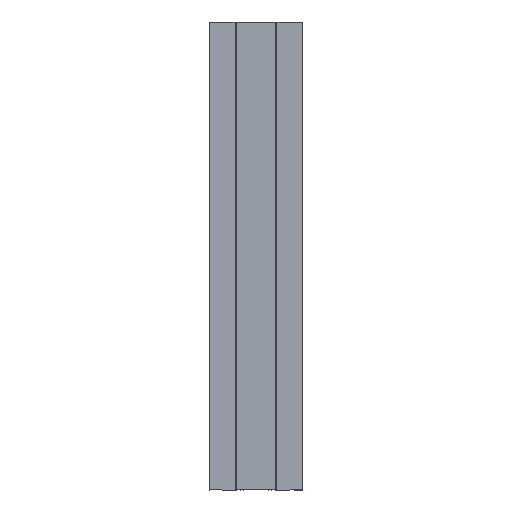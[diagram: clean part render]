
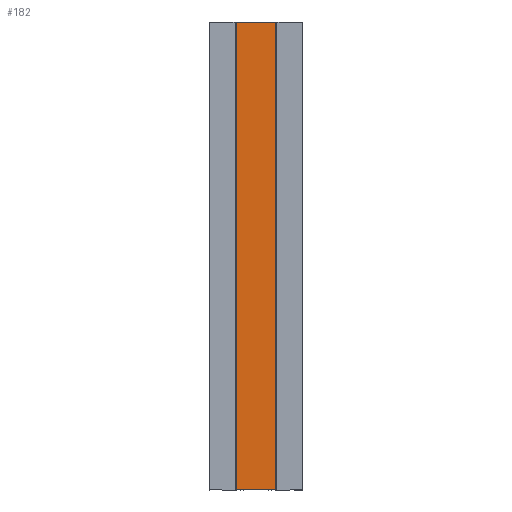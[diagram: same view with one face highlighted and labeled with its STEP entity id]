
A CAD part, front view. The second image highlights one B-rep face of the part: STEP entity #182.
In plain terms, the highlighted planar face has unit normal (0, -1, 0).
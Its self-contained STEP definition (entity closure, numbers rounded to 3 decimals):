
#1 = FACE_OUTER_BOUND ( 'NONE', #1086, .T. ) ;
#33 = VERTEX_POINT ( 'NONE', #321 ) ;
#61 = EDGE_CURVE ( 'NONE', #298, #33, #101, .T. ) ;
#88 = CARTESIAN_POINT ( 'NONE',  ( 0., -19.05, 190.5 ) ) ;
#101 = LINE ( 'NONE', #1094, #405 ) ;
#133 = AXIS2_PLACEMENT_3D ( 'NONE', #165, #426, #169 ) ;
#165 = CARTESIAN_POINT ( 'NONE',  ( 8.026, -19.05, 190.5 ) ) ;
#169 = DIRECTION ( 'NONE',  ( 0., 0., -1. ) ) ;
#182 = ADVANCED_FACE ( 'NONE', ( #1 ), #1017, .F. ) ;
#204 = ORIENTED_EDGE ( 'NONE', *, *, #248, .T. ) ;
#248 = EDGE_CURVE ( 'NONE', #298, #969, #827, .T. ) ;
#298 = VERTEX_POINT ( 'NONE', #440 ) ;
#311 = ORIENTED_EDGE ( 'NONE', *, *, #1053, .T. ) ;
#321 = CARTESIAN_POINT ( 'NONE',  ( 8.026, -19.05, 0. ) ) ;
#405 = VECTOR ( 'NONE', #1001, 1000. ) ;
#422 = CARTESIAN_POINT ( 'NONE',  ( -8.026, -19.05, 0. ) ) ;
#426 = DIRECTION ( 'NONE',  ( 0., 1., 0. ) ) ;
#440 = CARTESIAN_POINT ( 'NONE',  ( 8.026, -19.05, 190.5 ) ) ;
#477 = DIRECTION ( 'NONE',  ( 1., 0., 0. ) ) ;
#497 = DIRECTION ( 'NONE',  ( 0., 0., 1. ) ) ;
#565 = EDGE_CURVE ( 'NONE', #691, #969, #987, .T. ) ;
#572 = ORIENTED_EDGE ( 'NONE', *, *, #565, .F. ) ;
#577 = VECTOR ( 'NONE', #477, 1000. ) ;
#614 = VECTOR ( 'NONE', #497, 1000. ) ;
#666 = CARTESIAN_POINT ( 'NONE',  ( 0., -19.05, 0. ) ) ;
#691 = VERTEX_POINT ( 'NONE', #422 ) ;
#723 = CARTESIAN_POINT ( 'NONE',  ( -8.026, -19.05, 190.5 ) ) ;
#729 = LINE ( 'NONE', #666, #577 ) ;
#747 = VECTOR ( 'NONE', #1032, 1000. ) ;
#827 = LINE ( 'NONE', #88, #747 ) ;
#969 = VERTEX_POINT ( 'NONE', #723 ) ;
#981 = ORIENTED_EDGE ( 'NONE', *, *, #61, .F. ) ;
#987 = LINE ( 'NONE', #1089, #614 ) ;
#1001 = DIRECTION ( 'NONE',  ( 0., 0., -1. ) ) ;
#1017 = PLANE ( 'NONE',  #133 ) ;
#1032 = DIRECTION ( 'NONE',  ( -1., 0., 0. ) ) ;
#1053 = EDGE_CURVE ( 'NONE', #691, #33, #729, .T. ) ;
#1086 = EDGE_LOOP ( 'NONE', ( #981, #204, #572, #311 ) ) ;
#1089 = CARTESIAN_POINT ( 'NONE',  ( -8.026, -19.05, 95.25 ) ) ;
#1094 = CARTESIAN_POINT ( 'NONE',  ( 8.026, -19.05, 95.25 ) ) ;
